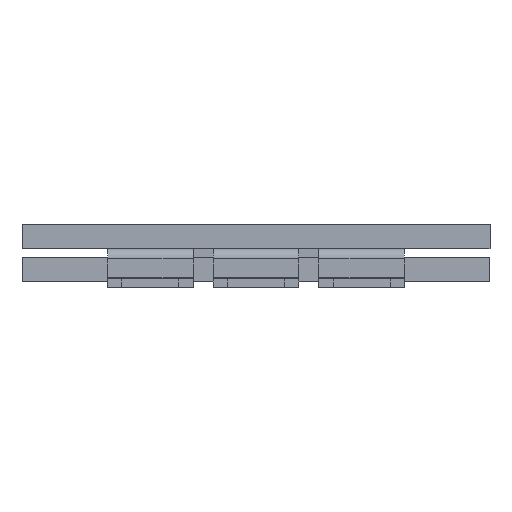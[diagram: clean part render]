
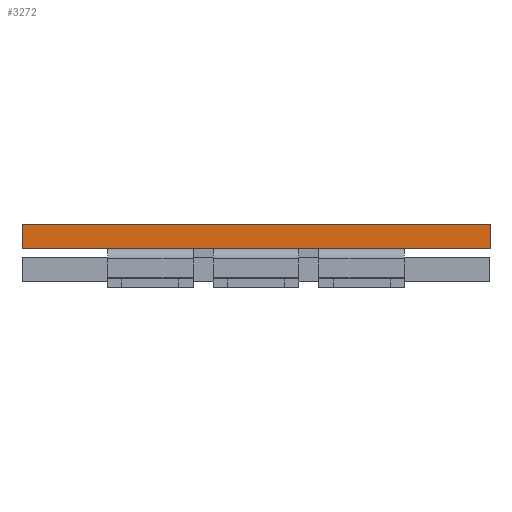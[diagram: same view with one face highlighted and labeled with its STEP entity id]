
A CAD part, front view. The second image highlights one B-rep face of the part: STEP entity #3272.
In plain terms, the highlighted planar face has unit normal (0, -1, 0).
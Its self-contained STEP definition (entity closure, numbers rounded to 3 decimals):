
#892=ORIENTED_EDGE('',*,*,#1573,.T.);
#893=ORIENTED_EDGE('',*,*,#1574,.F.);
#894=ORIENTED_EDGE('',*,*,#1508,.F.);
#895=ORIENTED_EDGE('',*,*,#1571,.T.);
#1508=EDGE_CURVE('',#1897,#1898,#2269,.T.);
#1571=EDGE_CURVE('',#1897,#1960,#2273,.T.);
#1573=EDGE_CURVE('',#1960,#1961,#2275,.T.);
#1574=EDGE_CURVE('',#1898,#1961,#2276,.T.);
#1897=VERTEX_POINT('',#5465);
#1898=VERTEX_POINT('',#5467);
#1960=VERTEX_POINT('',#5876);
#1961=VERTEX_POINT('',#5881);
#2269=LINE('',#5466,#2582);
#2273=LINE('',#5877,#2586);
#2275=LINE('',#5880,#2588);
#2276=LINE('',#5882,#2589);
#2582=VECTOR('',#4683,1000.);
#2586=VECTOR('',#4689,1000.);
#2588=VECTOR('',#4693,1000.);
#2589=VECTOR('',#4694,1000.);
#2764=EDGE_LOOP('',(#892,#893,#894,#895));
#2953=FACE_BOUND('',#2764,.T.);
#3110=PLANE('',#4077);
#3272=ADVANCED_FACE('',(#2953),#3110,.F.);
#4077=AXIS2_PLACEMENT_3D('',#5879,#4691,#4692);
#4683=DIRECTION('',(1.,0.,0.));
#4689=DIRECTION('',(0.,0.,-1.));
#4691=DIRECTION('',(0.,1.,0.));
#4692=DIRECTION('',(0.,0.,1.));
#4693=DIRECTION('',(1.,0.,0.));
#4694=DIRECTION('',(0.,0.,-1.));
#5465=CARTESIAN_POINT('',(-8.2,-6.8,0.85));
#5466=CARTESIAN_POINT('',(-8.2,-6.8,0.85));
#5467=CARTESIAN_POINT('',(8.2,-6.8,0.85));
#5876=CARTESIAN_POINT('',(-8.2,-6.8,0.));
#5877=CARTESIAN_POINT('',(-8.2,-6.8,0.85));
#5879=CARTESIAN_POINT('',(-8.2,-6.8,0.85));
#5880=CARTESIAN_POINT('',(-8.2,-6.8,0.));
#5881=CARTESIAN_POINT('',(8.2,-6.8,0.));
#5882=CARTESIAN_POINT('',(8.2,-6.8,0.85));
